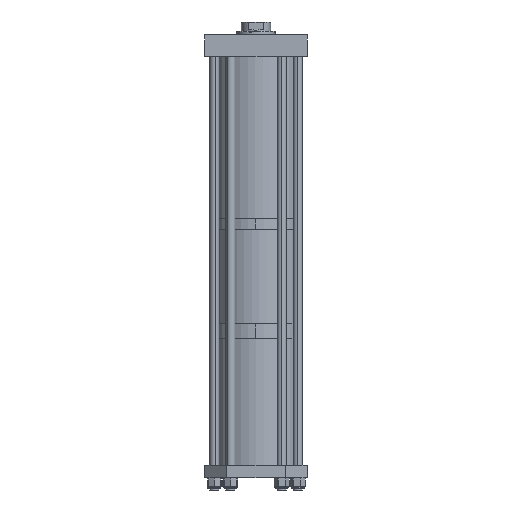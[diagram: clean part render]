
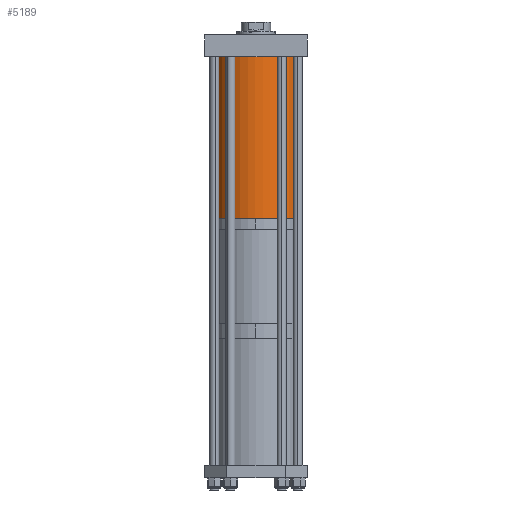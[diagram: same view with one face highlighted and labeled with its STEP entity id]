
A CAD part, left-side view. The second image highlights one B-rep face of the part: STEP entity #5189.
In plain terms, the highlighted cylindrical face has radius 152.4 mm (diameter 304.8 mm), a partial arc.
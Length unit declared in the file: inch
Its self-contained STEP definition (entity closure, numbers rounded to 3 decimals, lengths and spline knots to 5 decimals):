
#46 = CARTESIAN_POINT ( 'NONE',  ( 0., 0., 22.13 ) ) ;
#1137 = DIRECTION ( 'NONE',  ( 1., 0., 0. ) ) ;
#1208 = DIRECTION ( 'NONE',  ( 0., 0., -1. ) ) ;
#1325 = AXIS2_PLACEMENT_3D ( 'NONE', #11537, #8763, #4108 ) ;
#1374 = ORIENTED_EDGE ( 'NONE', *, *, #4117, .F. ) ;
#1459 = EDGE_CURVE ( 'NONE', #2194, #6400, #4454, .T. ) ;
#1828 = DIRECTION ( 'NONE',  ( -1., 0., 0. ) ) ;
#1895 = EDGE_CURVE ( 'NONE', #5259, #2194, #9533, .T. ) ;
#2090 = CARTESIAN_POINT ( 'NONE',  ( -6., 0., 22.13 ) ) ;
#2194 = VERTEX_POINT ( 'NONE', #7191 ) ;
#2208 = CYLINDRICAL_SURFACE ( 'NONE', #8441, 6. ) ;
#2486 = LINE ( 'NONE', #11153, #7462 ) ;
#2827 = ORIENTED_EDGE ( 'NONE', *, *, #1459, .T. ) ;
#3232 = VERTEX_POINT ( 'NONE', #2090 ) ;
#3380 = EDGE_LOOP ( 'NONE', ( #1374, #5215, #2827, #9773 ) ) ;
#4108 = DIRECTION ( 'NONE',  ( 1., 0., 0. ) ) ;
#4117 = EDGE_CURVE ( 'NONE', #5259, #3232, #4402, .T. ) ;
#4402 = CIRCLE ( 'NONE', #7731, 6. ) ;
#4454 = CIRCLE ( 'NONE', #1325, 6. ) ;
#5189 = ADVANCED_FACE ( 'NONE', ( #10069 ), #2208, .T. ) ;
#5215 = ORIENTED_EDGE ( 'NONE', *, *, #1895, .T. ) ;
#5259 = VERTEX_POINT ( 'NONE', #10423 ) ;
#5302 = EDGE_CURVE ( 'NONE', #3232, #6400, #2486, .T. ) ;
#5624 = VECTOR ( 'NONE', #1208, 39.37008 ) ;
#6400 = VERTEX_POINT ( 'NONE', #7937 ) ;
#6666 = CARTESIAN_POINT ( 'NONE',  ( 6., 0., 22.13 ) ) ;
#6720 = DIRECTION ( 'NONE',  ( 0., 0., 1. ) ) ;
#7191 = CARTESIAN_POINT ( 'NONE',  ( 6., 0., 0. ) ) ;
#7462 = VECTOR ( 'NONE', #10128, 39.37008 ) ;
#7731 = AXIS2_PLACEMENT_3D ( 'NONE', #9559, #6720, #1137 ) ;
#7937 = CARTESIAN_POINT ( 'NONE',  ( -6., 0., 0. ) ) ;
#8441 = AXIS2_PLACEMENT_3D ( 'NONE', #46, #11052, #1828 ) ;
#8763 = DIRECTION ( 'NONE',  ( 0., 0., 1. ) ) ;
#9533 = LINE ( 'NONE', #6666, #5624 ) ;
#9559 = CARTESIAN_POINT ( 'NONE',  ( 0., 0., 22.13 ) ) ;
#9773 = ORIENTED_EDGE ( 'NONE', *, *, #5302, .F. ) ;
#10069 = FACE_OUTER_BOUND ( 'NONE', #3380, .T. ) ;
#10128 = DIRECTION ( 'NONE',  ( 0., 0., -1. ) ) ;
#10423 = CARTESIAN_POINT ( 'NONE',  ( 6., 0., 22.13 ) ) ;
#11052 = DIRECTION ( 'NONE',  ( 0., 0., -1. ) ) ;
#11153 = CARTESIAN_POINT ( 'NONE',  ( -6., 0., 22.13 ) ) ;
#11537 = CARTESIAN_POINT ( 'NONE',  ( 0., 0., 0. ) ) ;
